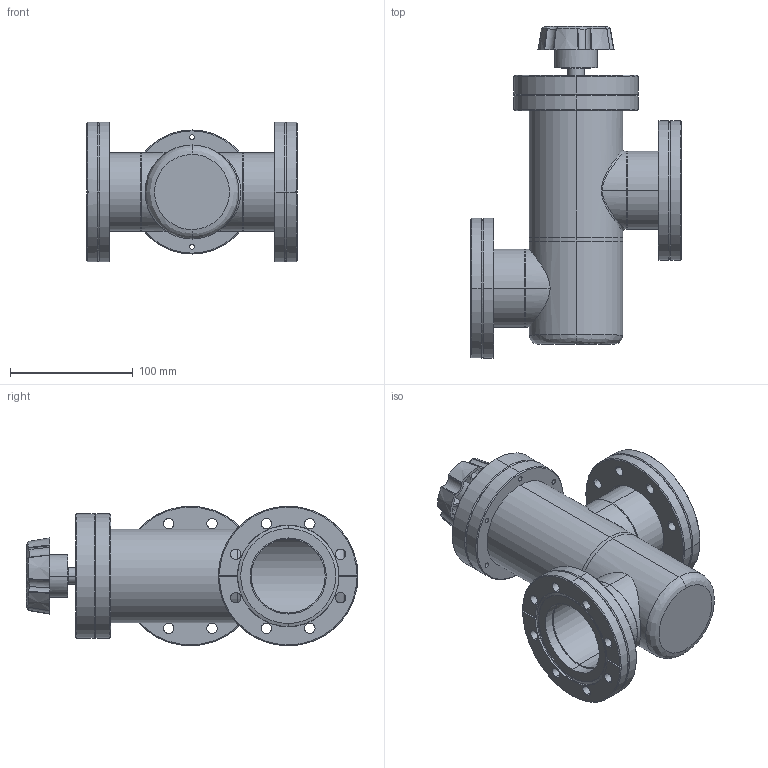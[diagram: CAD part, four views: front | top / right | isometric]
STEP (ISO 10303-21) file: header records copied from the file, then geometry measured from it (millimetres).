
FILE_DESCRIPTION (( 'STEP AP214' ), '1' );
FILE_NAME ('L-250-H-CF_INLINE_VALVE_RIGHT_ANGLE_VITON_BONNET_MANUAL.STEP', '2020-04-01T06:57:55', ( 'admin' ), ( 'Microsoft' ), 'SwSTEP 2.0', 'SolidWorks 2016', '' );
FILE_SCHEMA (( 'AUTOMOTIVE_DESIGN' ));
Length unit declared in the file: inch
Products named in the file (1): L-250-H-CF_INLINE_VALVE_RIGHT_ANGLE_VITON_BONNET_MANUAL
Bounding box: 171.45 x 269.91 x 113.54 mm (x, y, z)
Volume: 572666.4 mm3; surface area: 275675.2 mm2
Topology: 15 solids, 15 shells, 423 faces, 1062 edges, 694 vertices
Faces by surface type: cylinder 198, plane 104, cone 97, bspline 24
Entity records: 16774 total; most frequent: CARTESIAN_POINT 6294, DIRECTION 2160, ORIENTED_EDGE 2124, EDGE_CURVE 1062, AXIS2_PLACEMENT_3D 910, VERTEX_POINT 694, EDGE_LOOP 534, CIRCLE 510
